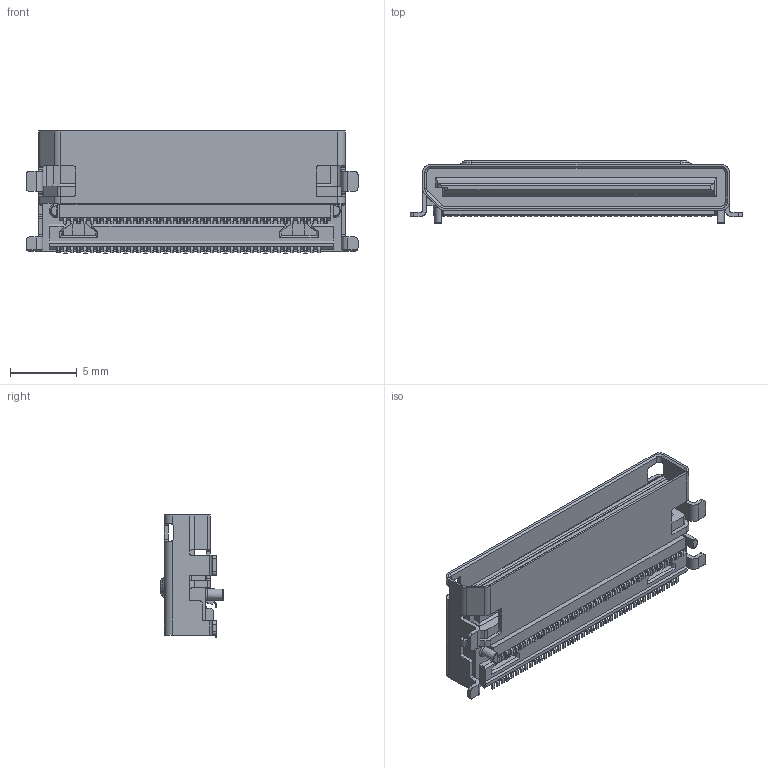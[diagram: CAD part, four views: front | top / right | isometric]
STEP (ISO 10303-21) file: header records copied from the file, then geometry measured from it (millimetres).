
FILE_DESCRIPTION((''),'2;1');
FILE_NAME('1731620131','2020-05-22T',('gga'),(''),'PRO/ENGINEER BY PARAMETRIC TECHNOLOGY CORPORATION, 2016010','PRO/ENGINEER BY PARAMETRIC TECHNOLOGY CORPORATION, 2016010','');
FILE_SCHEMA(('CONFIG_CONTROL_DESIGN'));
Length unit declared in the file: millimetre
Products named in the file (1): 1731620131
Bounding box: 24.88 x 4.72 x 9.14 mm (x, y, z)
Volume: 525.1 mm3; surface area: 1056 mm2
Topology: 1 solids, 3 shells, 1174 faces, 3418 edges, 2323 vertices
Faces by surface type: plane 581, cylinder 400, torus 166, cone 19, bspline 8
Entity records: 38990 total; most frequent: CARTESIAN_POINT 7615, DIRECTION 6690, ORIENTED_EDGE 6156, EDGE_CURVE 3078, AXIS2_PLACEMENT_3D 2327, VECTOR 2036, LINE 2036, VERTEX_POINT 1983
